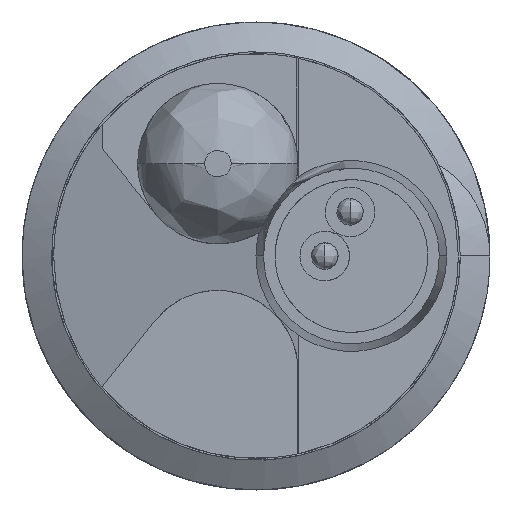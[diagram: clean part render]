
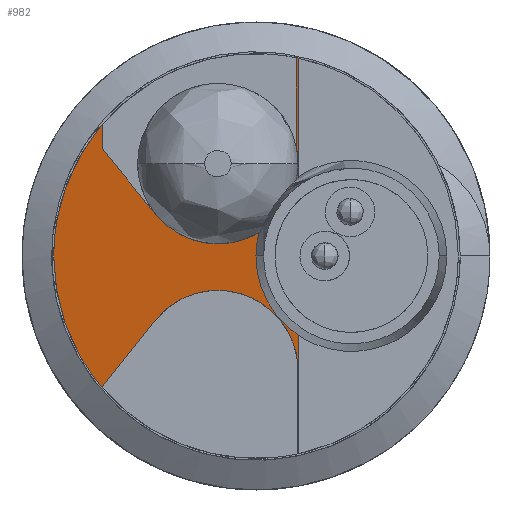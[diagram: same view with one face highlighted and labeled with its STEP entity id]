
A CAD part, front view. The second image highlights one B-rep face of the part: STEP entity #982.
In plain terms, the highlighted free-form (B-spline) face has degree [1, 1] with [2, 2] control points.
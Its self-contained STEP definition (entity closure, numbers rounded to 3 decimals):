
#814=CARTESIAN_POINT('',(-4.028,-0.5,-3.427));
#815=VERTEX_POINT('',#814);
#823=CARTESIAN_POINT('',(-2.641,-0.843,-1.69));
#824=VERTEX_POINT('',#823);
#830=CARTESIAN_POINT('',(-2.641,-0.843,-1.69));
#831=CARTESIAN_POINT('',(-4.028,-0.5,-3.427));
#832=B_SPLINE_CURVE_WITH_KNOTS('',1,(#830,#831),.POLYLINE_FORM.,.F.,.U.,(2,2),(0.,1.),.UNSPECIFIED.);
#833=EDGE_CURVE('',#824,#815,#832,.T.);
#838=CARTESIAN_POINT('',(19.7,-6.367,13.152));
#839=CARTESIAN_POINT('',(19.7,-6.367,-25.152));
#840=CARTESIAN_POINT('',(-17.483,2.827,13.152));
#841=CARTESIAN_POINT('',(-17.483,2.827,-25.152));
#842=B_SPLINE_SURFACE_WITH_KNOTS('',1,1,((#838,#839),(#840,#841)),.PLANE_SURF.,.F.,.F.,.U.,(2,2),(2,2),(0.,1.),(0.,1.),.UNSPECIFIED.);
#843=CARTESIAN_POINT('',(1.108,-1.77,2.077));
#844=VERTEX_POINT('',#843);
#845=CARTESIAN_POINT('',(1.108,-1.77,5.183));
#846=VERTEX_POINT('',#845);
#847=CARTESIAN_POINT('',(1.108,-1.77,2.077));
#848=CARTESIAN_POINT('',(1.108,-1.77,5.183));
#849=B_SPLINE_CURVE_WITH_KNOTS('',1,(#847,#848),.POLYLINE_FORM.,.F.,.U.,(2,2),(0.,1.),.UNSPECIFIED.);
#850=EDGE_CURVE('',#844,#846,#849,.T.);
#851=ORIENTED_EDGE('',*,*,#850,.T.);
#852=CARTESIAN_POINT('',(1.057,-1.757,5.193));
#853=VERTEX_POINT('',#852);
#854=CARTESIAN_POINT('',(1.108,-1.77,5.183));
#855=CARTESIAN_POINT('',(1.091,-1.766,5.186));
#856=CARTESIAN_POINT('',(1.074,-1.762,5.19));
#857=CARTESIAN_POINT('',(1.057,-1.757,5.193));
#858=B_SPLINE_CURVE_WITH_KNOTS('',3,(#854,#855,#856,#857),.UNSPECIFIED.,.F.,.U.,(4,4),(0.,1.),.UNSPECIFIED.);
#859=EDGE_CURVE('',#846,#853,#858,.T.);
#860=ORIENTED_EDGE('',*,*,#859,.T.);
#861=CARTESIAN_POINT('',(1.057,-1.757,2.841));
#862=VERTEX_POINT('',#861);
#863=CARTESIAN_POINT('',(1.057,-1.757,5.193));
#864=CARTESIAN_POINT('',(1.057,-1.757,2.841));
#865=B_SPLINE_CURVE_WITH_KNOTS('',1,(#863,#864),.POLYLINE_FORM.,.F.,.U.,(2,2),(0.,1.),.UNSPECIFIED.);
#866=EDGE_CURVE('',#853,#862,#865,.T.);
#867=ORIENTED_EDGE('',*,*,#866,.T.);
#868=CARTESIAN_POINT('',(1.1,-1.768,2.42));
#869=VERTEX_POINT('',#868);
#870=CARTESIAN_POINT('',(1.057,-1.757,2.841));
#871=CARTESIAN_POINT('',(1.086,-1.764,2.702));
#872=CARTESIAN_POINT('',(1.1,-1.768,2.562));
#873=CARTESIAN_POINT('',(1.1,-1.768,2.42));
#874=B_SPLINE_CURVE_WITH_KNOTS('',3,(#870,#871,#872,#873),.UNSPECIFIED.,.F.,.U.,(4,4),(0.,1.),.UNSPECIFIED.);
#875=EDGE_CURVE('',#862,#869,#874,.T.);
#876=ORIENTED_EDGE('',*,*,#875,.T.);
#877=CARTESIAN_POINT('',(-2.627,-0.846,1.093));
#878=VERTEX_POINT('',#877);
#879=CARTESIAN_POINT('',(1.1,-1.768,2.42));
#880=CARTESIAN_POINT('',(1.1,-1.768,2.296));
#881=CARTESIAN_POINT('',(1.081,-1.763,2.103));
#882=CARTESIAN_POINT('',(1.015,-1.747,1.796));
#883=CARTESIAN_POINT('',(0.9,-1.718,1.504));
#884=CARTESIAN_POINT('',(0.736,-1.678,1.225));
#885=CARTESIAN_POINT('',(0.493,-1.618,0.923));
#886=CARTESIAN_POINT('',(0.155,-1.534,0.642));
#887=CARTESIAN_POINT('',(-0.292,-1.424,0.423));
#888=CARTESIAN_POINT('',(-0.777,-1.304,0.312));
#889=CARTESIAN_POINT('',(-1.216,-1.195,0.317));
#890=CARTESIAN_POINT('',(-1.595,-1.102,0.398));
#891=CARTESIAN_POINT('',(-1.897,-1.027,0.511));
#892=CARTESIAN_POINT('',(-2.17,-0.959,0.665));
#893=CARTESIAN_POINT('',(-2.414,-0.899,0.861));
#894=CARTESIAN_POINT('',(-2.55,-0.865,0.998));
#895=CARTESIAN_POINT('',(-2.627,-0.846,1.093));
#896=B_SPLINE_CURVE_WITH_KNOTS('',3,(#879,#880,#881,#882,#883,#884,#885,#886,#887,#888,#889,#890,#891,#892,#893,#894,#895),.UNSPECIFIED.,.F.,.U.,(4,1,1,1,1,1,1,1,1,1,1,1,1,1,4),(0.,0.031,0.063,0.125,0.188,0.25,0.375,0.5,0.625,0.75,0.813,0.875,0.938,0.969,1.),.UNSPECIFIED.);
#897=EDGE_CURVE('',#869,#878,#896,.T.);
#898=ORIENTED_EDGE('',*,*,#897,.T.);
#899=CARTESIAN_POINT('',(-4.028,-0.5,2.81));
#900=VERTEX_POINT('',#899);
#901=CARTESIAN_POINT('',(-2.627,-0.846,1.093));
#902=CARTESIAN_POINT('',(-4.028,-0.5,2.81));
#903=B_SPLINE_CURVE_WITH_KNOTS('',1,(#901,#902),.POLYLINE_FORM.,.F.,.U.,(2,2),(0.,1.),.UNSPECIFIED.);
#904=EDGE_CURVE('',#878,#900,#903,.T.);
#905=ORIENTED_EDGE('',*,*,#904,.T.);
#906=CARTESIAN_POINT('',(-4.028,-0.5,3.444));
#907=VERTEX_POINT('',#906);
#908=CARTESIAN_POINT('',(-4.028,-0.5,2.81));
#909=CARTESIAN_POINT('',(-4.028,-0.5,3.444));
#910=B_SPLINE_CURVE_WITH_KNOTS('',1,(#908,#909),.POLYLINE_FORM.,.F.,.U.,(2,2),(0.,1.),.UNSPECIFIED.);
#911=EDGE_CURVE('',#900,#907,#910,.T.);
#912=ORIENTED_EDGE('',*,*,#911,.T.);
#913=CARTESIAN_POINT('',(-5.3,-0.186,0.));
#914=VERTEX_POINT('',#913);
#915=CARTESIAN_POINT('',(-4.028,-0.5,3.444));
#916=CARTESIAN_POINT('',(-4.449,-0.396,2.952));
#917=CARTESIAN_POINT('',(-5.065,-0.244,1.878));
#918=CARTESIAN_POINT('',(-5.3,-0.186,0.657));
#919=CARTESIAN_POINT('',(-5.3,-0.186,0.));
#920=B_SPLINE_CURVE_WITH_KNOTS('',3,(#915,#916,#917,#918,#919),.UNSPECIFIED.,.F.,.U.,(4,1,4),(0.,0.5,1.),.UNSPECIFIED.);
#921=EDGE_CURVE('',#907,#914,#920,.T.);
#922=ORIENTED_EDGE('',*,*,#921,.T.);
#923=CARTESIAN_POINT('',(-4.028,-0.5,-3.444));
#924=VERTEX_POINT('',#923);
#925=CARTESIAN_POINT('',(-5.3,-0.186,0.));
#926=CARTESIAN_POINT('',(-5.3,-0.186,-0.657));
#927=CARTESIAN_POINT('',(-5.065,-0.244,-1.878));
#928=CARTESIAN_POINT('',(-4.449,-0.396,-2.952));
#929=CARTESIAN_POINT('',(-4.028,-0.5,-3.444));
#930=B_SPLINE_CURVE_WITH_KNOTS('',3,(#925,#926,#927,#928,#929),.UNSPECIFIED.,.F.,.U.,(4,1,4),(0.,0.5,1.),.UNSPECIFIED.);
#931=EDGE_CURVE('',#914,#924,#930,.T.);
#932=ORIENTED_EDGE('',*,*,#931,.T.);
#933=CARTESIAN_POINT('',(-4.028,-0.5,-3.444));
#934=CARTESIAN_POINT('',(-4.028,-0.5,-3.427));
#935=B_SPLINE_CURVE_WITH_KNOTS('',1,(#933,#934),.POLYLINE_FORM.,.F.,.U.,(2,2),(0.,1.),.UNSPECIFIED.);
#936=EDGE_CURVE('',#924,#815,#935,.T.);
#937=ORIENTED_EDGE('',*,*,#936,.T.);
#938=ORIENTED_EDGE('',*,*,#833,.F.);
#939=CARTESIAN_POINT('',(1.1,-1.768,-3.));
#940=VERTEX_POINT('',#939);
#941=CARTESIAN_POINT('',(-2.641,-0.843,-1.69));
#942=CARTESIAN_POINT('',(-2.563,-0.862,-1.593));
#943=CARTESIAN_POINT('',(-2.427,-0.896,-1.453));
#944=CARTESIAN_POINT('',(-2.183,-0.956,-1.254));
#945=CARTESIAN_POINT('',(-1.91,-1.024,-1.097));
#946=CARTESIAN_POINT('',(-1.608,-1.098,-0.982));
#947=CARTESIAN_POINT('',(-1.229,-1.192,-0.898));
#948=CARTESIAN_POINT('',(-0.789,-1.301,-0.89));
#949=CARTESIAN_POINT('',(-0.302,-1.421,-0.999));
#950=CARTESIAN_POINT('',(0.147,-1.532,-1.217));
#951=CARTESIAN_POINT('',(0.487,-1.616,-1.496));
#952=CARTESIAN_POINT('',(0.731,-1.677,-1.798));
#953=CARTESIAN_POINT('',(0.897,-1.718,-2.077));
#954=CARTESIAN_POINT('',(1.013,-1.746,-2.37));
#955=CARTESIAN_POINT('',(1.08,-1.763,-2.679));
#956=CARTESIAN_POINT('',(1.1,-1.768,-2.874));
#957=CARTESIAN_POINT('',(1.1,-1.768,-3.));
#958=B_SPLINE_CURVE_WITH_KNOTS('',3,(#941,#942,#943,#944,#945,#946,#947,#948,#949,#950,#951,#952,#953,#954,#955,#956,#957),.UNSPECIFIED.,.F.,.U.,(4,1,1,1,1,1,1,1,1,1,1,1,1,1,4),(0.,0.031,0.063,0.125,0.188,0.25,0.375,0.5,0.625,0.75,0.813,0.875,0.938,0.969,1.),.UNSPECIFIED.);
#959=EDGE_CURVE('',#824,#940,#958,.T.);
#960=ORIENTED_EDGE('',*,*,#959,.T.);
#961=CARTESIAN_POINT('',(1.104,-1.769,-5.184));
#962=VERTEX_POINT('',#961);
#963=CARTESIAN_POINT('',(1.1,-1.768,-3.));
#964=CARTESIAN_POINT('',(1.1,-1.768,-5.184));
#965=B_SPLINE_CURVE_WITH_KNOTS('',1,(#963,#964),.POLYLINE_FORM.,.F.,.U.,(2,2),(0.,1.),.UNSPECIFIED.);
#966=EDGE_CURVE('',#940,#962,#965,.T.);
#967=ORIENTED_EDGE('',*,*,#966,.T.);
#968=CARTESIAN_POINT('',(1.108,-1.77,-2.077));
#969=VERTEX_POINT('',#968);
#970=CARTESIAN_POINT('',(1.108,-1.77,-5.183));
#971=CARTESIAN_POINT('',(1.108,-1.77,-2.077));
#972=B_SPLINE_CURVE_WITH_KNOTS('',1,(#970,#971),.POLYLINE_FORM.,.F.,.U.,(2,2),(0.,1.),.UNSPECIFIED.);
#973=EDGE_CURVE('',#962,#969,#972,.T.);
#974=ORIENTED_EDGE('',*,*,#973,.T.);
#975=CARTESIAN_POINT('',(1.108,-1.77,-2.077));
#976=CARTESIAN_POINT('',(1.108,-1.77,2.077));
#977=B_SPLINE_CURVE_WITH_KNOTS('',1,(#975,#976),.POLYLINE_FORM.,.F.,.U.,(2,2),(0.,1.),.UNSPECIFIED.);
#978=EDGE_CURVE('',#969,#844,#977,.T.);
#979=ORIENTED_EDGE('',*,*,#978,.T.);
#980=EDGE_LOOP('',(#851,#860,#867,#876,#898,#905,#912,#922,#932,#937,#938,#960,#967,#974,#979));
#981=FACE_OUTER_BOUND('',#980,.T.);
#982=ADVANCED_FACE('',(#981),#842,.T.);
